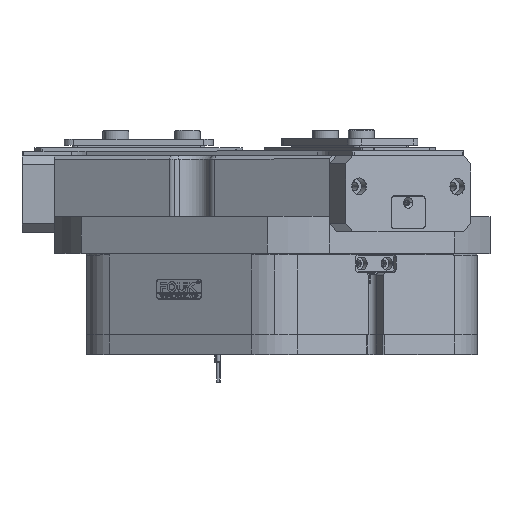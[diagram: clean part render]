
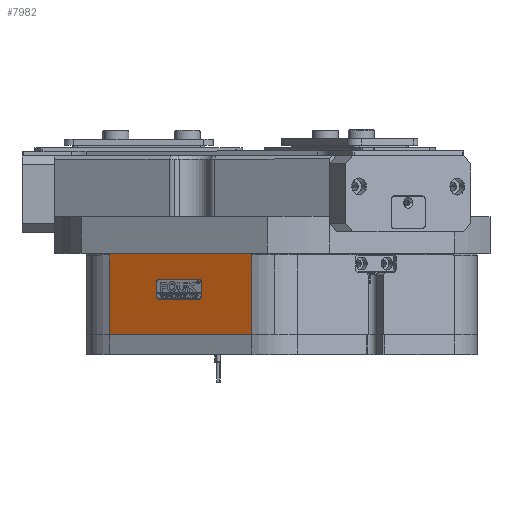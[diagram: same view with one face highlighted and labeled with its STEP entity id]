
A CAD part, top view. The second image highlights one B-rep face of the part: STEP entity #7982.
In plain terms, the highlighted planar face has unit normal (-0.5, 0, 0.866).
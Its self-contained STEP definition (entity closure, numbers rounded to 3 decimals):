
#38 = CARTESIAN_POINT ( 'NONE',  ( -74.423, 22., 97.905 ) ) ;
#660 = AXIS2_PLACEMENT_3D ( 'NONE', #38542, #51126, #1779 ) ;
#746 = EDGE_CURVE ( 'NONE', #12666, #8465, #18002, .T. ) ;
#1245 = LINE ( 'NONE', #20738, #43597 ) ;
#1296 = CARTESIAN_POINT ( 'NONE',  ( -105.017, 50.3, 80.242 ) ) ;
#1368 = VERTEX_POINT ( 'NONE', #10483 ) ;
#1545 = VECTOR ( 'NONE', #22418, 1000. ) ;
#1779 = DIRECTION ( 'NONE',  ( 0.866, 0., 0.5 ) ) ;
#3179 = ORIENTED_EDGE ( 'NONE', *, *, #11527, .T. ) ;
#3429 = LINE ( 'NONE', #11327, #11732 ) ;
#5064 = ORIENTED_EDGE ( 'NONE', *, *, #25885, .F. ) ;
#5167 = ORIENTED_EDGE ( 'NONE', *, *, #8712, .T. ) ;
#5469 = EDGE_CURVE ( 'NONE', #51216, #48145, #1245, .T. ) ;
#5507 = DIRECTION ( 'NONE',  ( 0.866, 0., 0.5 ) ) ;
#6188 = DIRECTION ( 'NONE',  ( -0.866, 0., -0.5 ) ) ;
#6429 = CARTESIAN_POINT ( 'NONE',  ( -50.175, 34.2, 111.905 ) ) ;
#7326 = DIRECTION ( 'NONE',  ( 0.5, 0., -0.866 ) ) ;
#7500 = DIRECTION ( 'NONE',  ( -0.866, 0., -0.5 ) ) ;
#7982 = ADVANCED_FACE ( 'NONE', ( #8153, #49252 ), #33061, .T. ) ;
#8153 = FACE_OUTER_BOUND ( 'NONE', #37375, .T. ) ;
#8265 = CARTESIAN_POINT ( 'NONE',  ( -17., 0., 131.059 ) ) ;
#8465 = VERTEX_POINT ( 'NONE', #38 ) ;
#8712 = EDGE_CURVE ( 'NONE', #34936, #43519, #49766, .T. ) ;
#9376 = AXIS2_PLACEMENT_3D ( 'NONE', #28343, #36079, #40217 ) ;
#10483 = CARTESIAN_POINT ( 'NONE',  ( -16.983, 50.3, 131.068 ) ) ;
#10514 = DIRECTION ( 'NONE',  ( 0.866, 0., 0.5 ) ) ;
#10601 = CARTESIAN_POINT ( 'NONE',  ( -105., 110.5, 80.252 ) ) ;
#10763 = CARTESIAN_POINT ( 'NONE',  ( -76.242, 32.1, 96.855 ) ) ;
#11327 = CARTESIAN_POINT ( 'NONE',  ( -48.356, 32.1, 112.955 ) ) ;
#11527 = EDGE_CURVE ( 'NONE', #51928, #12666, #46390, .T. ) ;
#11732 = VECTOR ( 'NONE', #15640, 1000. ) ;
#11844 = VERTEX_POINT ( 'NONE', #29120 ) ;
#12632 = CARTESIAN_POINT ( 'NONE',  ( 122., 110.5, 211.31 ) ) ;
#12666 = VERTEX_POINT ( 'NONE', #44149 ) ;
#12847 = CARTESIAN_POINT ( 'NONE',  ( -50.175, 22., 111.905 ) ) ;
#13166 = DIRECTION ( 'NONE',  ( 0.866, 0., 0.5 ) ) ;
#13903 = CIRCLE ( 'NONE', #660, 2.1 ) ;
#15640 = DIRECTION ( 'NONE',  ( 0., -1., 0. ) ) ;
#16614 = ORIENTED_EDGE ( 'NONE', *, *, #38534, .T. ) ;
#17200 = ORIENTED_EDGE ( 'NONE', *, *, #31593, .T. ) ;
#17410 =( BOUNDED_CURVE ( )  B_SPLINE_CURVE ( 3, ( #34441, #30463, #47065, #47240 ),
 .UNSPECIFIED., .F., .F. ) 
 B_SPLINE_CURVE_WITH_KNOTS ( ( 4, 4 ),
 ( 0., 0.034 ),
 .UNSPECIFIED. ) 
 CURVE ( )  GEOMETRIC_REPRESENTATION_ITEM ( )  RATIONAL_B_SPLINE_CURVE ( ( 1., 1., 1., 1. ) ) 
 REPRESENTATION_ITEM ( '' )  );
#17591 = VERTEX_POINT ( 'NONE', #23697 ) ;
#18002 = LINE ( 'NONE', #12847, #50805 ) ;
#18452 = VERTEX_POINT ( 'NONE', #35068 ) ;
#18540 = ORIENTED_EDGE ( 'NONE', *, *, #47764, .T. ) ;
#18866 = ORIENTED_EDGE ( 'NONE', *, *, #50765, .T. ) ;
#19266 = CARTESIAN_POINT ( 'NONE',  ( -48.356, 24.1, 112.955 ) ) ;
#20545 = DIRECTION ( 'NONE',  ( -0.866, 0., -0.5 ) ) ;
#20737 = LINE ( 'NONE', #10601, #1545 ) ;
#20738 = CARTESIAN_POINT ( 'NONE',  ( -17., 110.5, 131.059 ) ) ;
#20897 = ORIENTED_EDGE ( 'NONE', *, *, #25907, .F. ) ;
#21251 = DIRECTION ( 'NONE',  ( -0.866, 0., -0.5 ) ) ;
#22418 = DIRECTION ( 'NONE',  ( 0., -1., 0. ) ) ;
#23145 = ORIENTED_EDGE ( 'NONE', *, *, #33542, .T. ) ;
#23697 = CARTESIAN_POINT ( 'NONE',  ( -50.175, 34.2, 111.905 ) ) ;
#24475 = CARTESIAN_POINT ( 'NONE',  ( -17., 49.3, 131.059 ) ) ;
#24496 = CARTESIAN_POINT ( 'NONE',  ( -50.175, 24.1, 111.905 ) ) ;
#25885 = EDGE_CURVE ( 'NONE', #51216, #11844, #45806, .T. ) ;
#25907 = EDGE_CURVE ( 'NONE', #34936, #1368, #49448, .T. ) ;
#26189 = CARTESIAN_POINT ( 'NONE',  ( -76.242, 32.1, 96.855 ) ) ;
#26366 = DIRECTION ( 'NONE',  ( 0., 1., 0. ) ) ;
#26698 = EDGE_CURVE ( 'NONE', #50314, #51928, #3429, .T. ) ;
#26878 = VECTOR ( 'NONE', #5507, 1000. ) ;
#27120 = CIRCLE ( 'NONE', #9376, 2.1 ) ;
#27723 = CARTESIAN_POINT ( 'NONE',  ( -74.423, 32.1, 97.905 ) ) ;
#28343 = CARTESIAN_POINT ( 'NONE',  ( -74.423, 24.1, 97.905 ) ) ;
#28571 = VECTOR ( 'NONE', #10514, 1000. ) ;
#28616 = DIRECTION ( 'NONE',  ( 0.5, 0., -0.866 ) ) ;
#29120 = CARTESIAN_POINT ( 'NONE',  ( -105., 0., 80.252 ) ) ;
#29277 = ORIENTED_EDGE ( 'NONE', *, *, #30942, .T. ) ;
#30463 = CARTESIAN_POINT ( 'NONE',  ( -17., 49.633, 131.059 ) ) ;
#30859 = LINE ( 'NONE', #26189, #32779 ) ;
#30942 = EDGE_CURVE ( 'NONE', #48145, #1368, #17410, .T. ) ;
#31507 = AXIS2_PLACEMENT_3D ( 'NONE', #12632, #41348, #13166 ) ;
#31593 = EDGE_CURVE ( 'NONE', #18452, #17591, #44635, .T. ) ;
#32236 = ORIENTED_EDGE ( 'NONE', *, *, #40021, .T. ) ;
#32632 = ORIENTED_EDGE ( 'NONE', *, *, #5469, .T. ) ;
#32779 = VECTOR ( 'NONE', #26366, 1000. ) ;
#33061 = PLANE ( 'NONE',  #31507 ) ;
#33542 = EDGE_CURVE ( 'NONE', #43519, #11844, #20737, .T. ) ;
#33593 = EDGE_LOOP ( 'NONE', ( #50355, #3179, #41308, #32236, #18866, #16614, #17200, #18540 ) ) ;
#34441 = CARTESIAN_POINT ( 'NONE',  ( -17., 49.3, 131.059 ) ) ;
#34794 = CARTESIAN_POINT ( 'NONE',  ( -105., 49.3, 80.252 ) ) ;
#34936 = VERTEX_POINT ( 'NONE', #46645 ) ;
#35068 = CARTESIAN_POINT ( 'NONE',  ( -74.423, 34.2, 97.905 ) ) ;
#36079 = DIRECTION ( 'NONE',  ( 0.5, 0., -0.866 ) ) ;
#37375 = EDGE_LOOP ( 'NONE', ( #20897, #5167, #23145, #5064, #32632, #29277 ) ) ;
#38534 = EDGE_CURVE ( 'NONE', #52389, #18452, #43994, .T. ) ;
#38542 = CARTESIAN_POINT ( 'NONE',  ( -50.175, 32.1, 111.905 ) ) ;
#40021 = EDGE_CURVE ( 'NONE', #8465, #47576, #27120, .T. ) ;
#40217 = DIRECTION ( 'NONE',  ( -0.866, 0., -0.5 ) ) ;
#41308 = ORIENTED_EDGE ( 'NONE', *, *, #746, .T. ) ;
#41348 = DIRECTION ( 'NONE',  ( -0.5, 0., 0.866 ) ) ;
#42254 = CARTESIAN_POINT ( 'NONE',  ( -61., 50.3, 105.655 ) ) ;
#42435 = CARTESIAN_POINT ( 'NONE',  ( 122., 0., 211.31 ) ) ;
#43307 = AXIS2_PLACEMENT_3D ( 'NONE', #24496, #28616, #20545 ) ;
#43491 = CARTESIAN_POINT ( 'NONE',  ( -105., 49.3, 80.252 ) ) ;
#43519 = VERTEX_POINT ( 'NONE', #43491 ) ;
#43597 = VECTOR ( 'NONE', #52942, 1000. ) ;
#43994 = CIRCLE ( 'NONE', #44348, 2.1 ) ;
#44149 = CARTESIAN_POINT ( 'NONE',  ( -50.175, 22., 111.905 ) ) ;
#44348 = AXIS2_PLACEMENT_3D ( 'NONE', #27723, #7326, #7500 ) ;
#44635 = LINE ( 'NONE', #6429, #28571 ) ;
#45806 = LINE ( 'NONE', #42435, #52878 ) ;
#46390 = CIRCLE ( 'NONE', #43307, 2.1 ) ;
#46517 = CARTESIAN_POINT ( 'NONE',  ( -105., 49.633, 80.252 ) ) ;
#46645 = CARTESIAN_POINT ( 'NONE',  ( -105.017, 50.3, 80.242 ) ) ;
#46771 = CARTESIAN_POINT ( 'NONE',  ( -48.356, 32.1, 112.955 ) ) ;
#46885 = CARTESIAN_POINT ( 'NONE',  ( -105.006, 49.967, 80.248 ) ) ;
#47065 = CARTESIAN_POINT ( 'NONE',  ( -16.994, 49.967, 131.062 ) ) ;
#47240 = CARTESIAN_POINT ( 'NONE',  ( -16.983, 50.3, 131.068 ) ) ;
#47576 = VERTEX_POINT ( 'NONE', #49516 ) ;
#47764 = EDGE_CURVE ( 'NONE', #17591, #50314, #13903, .T. ) ;
#48145 = VERTEX_POINT ( 'NONE', #24475 ) ;
#49252 = FACE_BOUND ( 'NONE', #33593, .T. ) ;
#49448 = LINE ( 'NONE', #42254, #26878 ) ;
#49516 = CARTESIAN_POINT ( 'NONE',  ( -76.242, 24.1, 96.855 ) ) ;
#49766 =( BOUNDED_CURVE ( )  B_SPLINE_CURVE ( 3, ( #1296, #46885, #46517, #34794 ),
 .UNSPECIFIED., .F., .F. ) 
 B_SPLINE_CURVE_WITH_KNOTS ( ( 4, 4 ),
 ( 3.107, 3.142 ),
 .UNSPECIFIED. ) 
 CURVE ( )  GEOMETRIC_REPRESENTATION_ITEM ( )  RATIONAL_B_SPLINE_CURVE ( ( 1., 1., 1., 1. ) ) 
 REPRESENTATION_ITEM ( '' )  );
#50314 = VERTEX_POINT ( 'NONE', #46771 ) ;
#50355 = ORIENTED_EDGE ( 'NONE', *, *, #26698, .T. ) ;
#50765 = EDGE_CURVE ( 'NONE', #47576, #52389, #30859, .T. ) ;
#50805 = VECTOR ( 'NONE', #21251, 1000. ) ;
#51126 = DIRECTION ( 'NONE',  ( 0.5, 0., -0.866 ) ) ;
#51216 = VERTEX_POINT ( 'NONE', #8265 ) ;
#51928 = VERTEX_POINT ( 'NONE', #19266 ) ;
#52389 = VERTEX_POINT ( 'NONE', #10763 ) ;
#52878 = VECTOR ( 'NONE', #6188, 1000. ) ;
#52942 = DIRECTION ( 'NONE',  ( 0., 1., 0. ) ) ;
